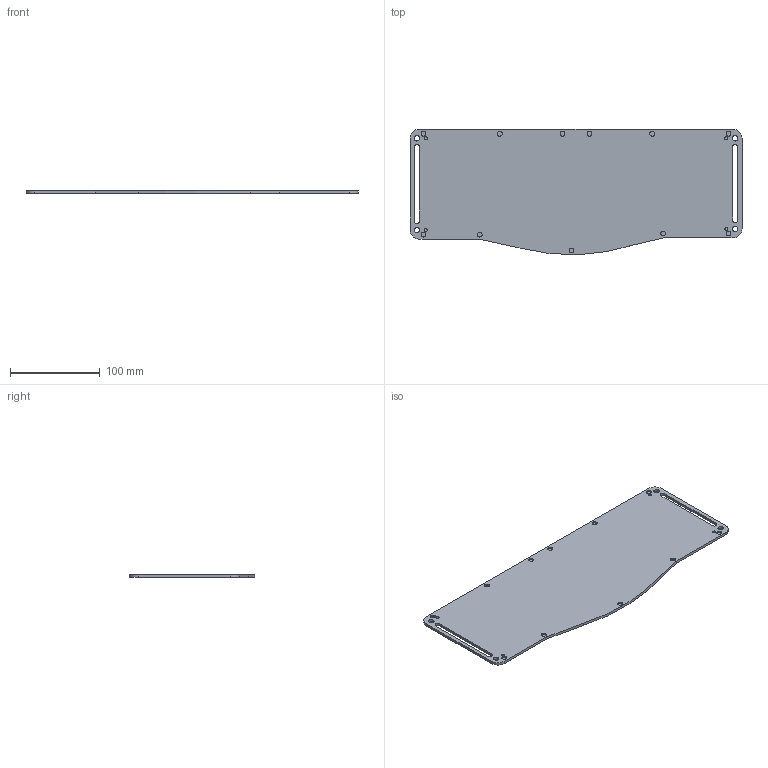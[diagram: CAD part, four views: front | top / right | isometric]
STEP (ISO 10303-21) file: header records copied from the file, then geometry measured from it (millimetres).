
FILE_DESCRIPTION(('HOOPS Exchange Step'),'2;1');
FILE_NAME('temp_export','2024-05-30T03:47:17+02:00',('juanj'),('Shapr3D Limited'),'HOOPS Exchange 2024.2','Shapr3D','Authorized');
FILE_SCHEMA( ('AUTOMOTIVE_DESIGN { 1 0 10303 214 1 1 1 1 }') );
Length unit declared in the file: millimetre
Products named in the file (1): Plancha
Bounding box: 369.19 x 139.37 x 3 mm (x, y, z)
Volume: 137084.2 mm3; surface area: 96269.8 mm2
Topology: 1 solids, 1 shells, 57 faces, 120 edges, 80 vertices
Faces by surface type: cylinder 29, plane 28
Full cylindrical faces by diameter (mm): 3.3 x4, 5.4 x11, 6 x4
Entity records: 1600 total; most frequent: DIRECTION 294, CARTESIAN_POINT 258, ORIENTED_EDGE 240, EDGE_CURVE 120, AXIS2_PLACEMENT_3D 116, EDGE_LOOP 84, FACE_BOUND 84, VERTEX_POINT 80
